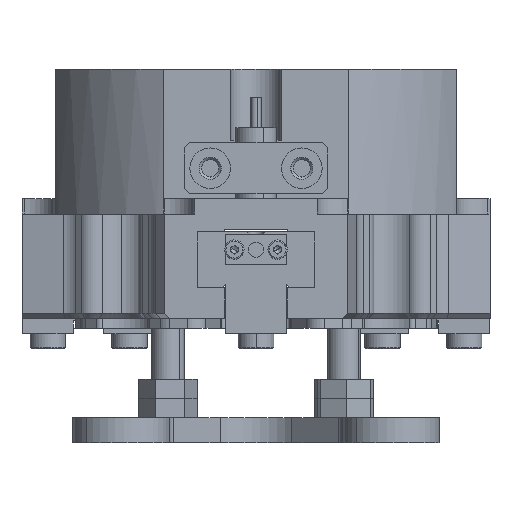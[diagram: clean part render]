
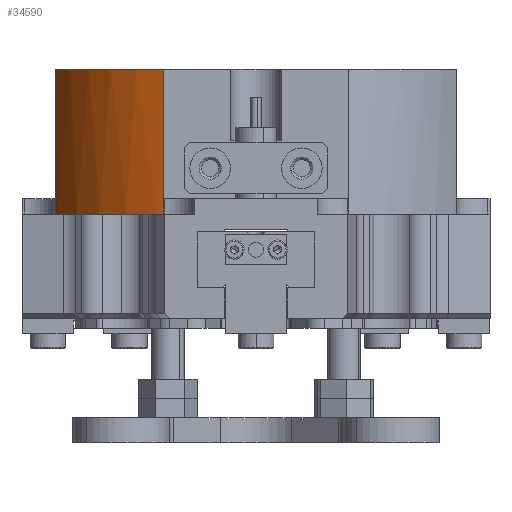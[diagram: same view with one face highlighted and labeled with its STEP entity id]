
A CAD part, front view. The second image highlights one B-rep face of the part: STEP entity #34590.
In plain terms, the highlighted cylindrical face has radius 43.5 mm (diameter 87 mm), a partial arc.
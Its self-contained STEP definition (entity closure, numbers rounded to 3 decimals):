
#1885 = DIRECTION ( 'NONE',  ( -1., 0., 0. ) ) ;
#2576 = CIRCLE ( 'NONE', #16100, 43.5 ) ;
#2770 = EDGE_CURVE ( 'NONE', #31777, #34866, #38721, .T. ) ;
#2909 = CARTESIAN_POINT ( 'NONE',  ( -43.75, -13.911, 65. ) ) ;
#3182 = DIRECTION ( 'NONE',  ( 0., 0., -1. ) ) ;
#3223 = CIRCLE ( 'NONE', #34479, 43.5 ) ;
#3960 = CIRCLE ( 'NONE', #28343, 43.5 ) ;
#5696 = DIRECTION ( 'NONE',  ( 0., 0., -1. ) ) ;
#8906 = CARTESIAN_POINT ( 'NONE',  ( -4.25, 4.31, 65. ) ) ;
#8940 = DIRECTION ( 'NONE',  ( 1., 0., 0. ) ) ;
#8979 = DIRECTION ( 'NONE',  ( -1., 0., 0. ) ) ;
#9818 = ORIENTED_EDGE ( 'NONE', *, *, #11833, .F. ) ;
#11477 = VECTOR ( 'NONE', #31581, 1000. ) ;
#11833 = EDGE_CURVE ( 'NONE', #21902, #34866, #3960, .T. ) ;
#14293 = DIRECTION ( 'NONE',  ( -1., 0., 0. ) ) ;
#14358 = CARTESIAN_POINT ( 'NONE',  ( -22.471, -35.19, 85.5 ) ) ;
#14772 = EDGE_CURVE ( 'NONE', #26191, #31777, #3223, .T. ) ;
#15448 = AXIS2_PLACEMENT_3D ( 'NONE', #16208, #5696, #8979 ) ;
#15955 = CYLINDRICAL_SURFACE ( 'NONE', #26913, 43.5 ) ;
#16100 = AXIS2_PLACEMENT_3D ( 'NONE', #27076, #26922, #8940 ) ;
#16208 = CARTESIAN_POINT ( 'NONE',  ( -4.25, 4.31, 85.5 ) ) ;
#17047 = CARTESIAN_POINT ( 'NONE',  ( -22.471, -35.19, 65. ) ) ;
#17124 = VERTEX_POINT ( 'NONE', #28033 ) ;
#17139 = DIRECTION ( 'NONE',  ( 0., 0., -1. ) ) ;
#19817 = LINE ( 'NONE', #17047, #11477 ) ;
#20025 = EDGE_LOOP ( 'NONE', ( #29572, #22247, #24032, #30364, #9818, #20134 ) ) ;
#20134 = ORIENTED_EDGE ( 'NONE', *, *, #43069, .F. ) ;
#20951 = FACE_OUTER_BOUND ( 'NONE', #20025, .T. ) ;
#21088 = CARTESIAN_POINT ( 'NONE',  ( -22.471, -35.19, 114. ) ) ;
#21902 = VERTEX_POINT ( 'NONE', #36555 ) ;
#22247 = ORIENTED_EDGE ( 'NONE', *, *, #26177, .T. ) ;
#23312 = CARTESIAN_POINT ( 'NONE',  ( -43.75, -13.911, 114. ) ) ;
#24032 = ORIENTED_EDGE ( 'NONE', *, *, #14772, .T. ) ;
#26177 = EDGE_CURVE ( 'NONE', #42258, #26191, #19817, .T. ) ;
#26191 = VERTEX_POINT ( 'NONE', #21088 ) ;
#26913 = AXIS2_PLACEMENT_3D ( 'NONE', #8906, #30934, #1885 ) ;
#26922 = DIRECTION ( 'NONE',  ( 0., 0., -1. ) ) ;
#27076 = CARTESIAN_POINT ( 'NONE',  ( -4.25, 4.31, 85.5 ) ) ;
#28033 = CARTESIAN_POINT ( 'NONE',  ( -23.861, -34.519, 85.5 ) ) ;
#28343 = AXIS2_PLACEMENT_3D ( 'NONE', #45886, #3182, #14293 ) ;
#28838 = DIRECTION ( 'NONE',  ( -1., 0., 0. ) ) ;
#29572 = ORIENTED_EDGE ( 'NONE', *, *, #29801, .F. ) ;
#29801 = EDGE_CURVE ( 'NONE', #42258, #17124, #41925, .T. ) ;
#30364 = ORIENTED_EDGE ( 'NONE', *, *, #2770, .T. ) ;
#30934 = DIRECTION ( 'NONE',  ( 0., 0., -1. ) ) ;
#31581 = DIRECTION ( 'NONE',  ( 0., 0., 1. ) ) ;
#31777 = VERTEX_POINT ( 'NONE', #23312 ) ;
#34479 = AXIS2_PLACEMENT_3D ( 'NONE', #43389, #40107, #28838 ) ;
#34590 = ADVANCED_FACE ( 'NONE', ( #20951 ), #15955, .T. ) ;
#34866 = VERTEX_POINT ( 'NONE', #46271 ) ;
#36555 = CARTESIAN_POINT ( 'NONE',  ( -43.079, -15.3, 85.5 ) ) ;
#38721 = LINE ( 'NONE', #2909, #45399 ) ;
#40107 = DIRECTION ( 'NONE',  ( 0., 0., -1. ) ) ;
#41925 = CIRCLE ( 'NONE', #15448, 43.5 ) ;
#42258 = VERTEX_POINT ( 'NONE', #14358 ) ;
#43069 = EDGE_CURVE ( 'NONE', #17124, #21902, #2576, .T. ) ;
#43389 = CARTESIAN_POINT ( 'NONE',  ( -4.25, 4.31, 114. ) ) ;
#45399 = VECTOR ( 'NONE', #17139, 1000. ) ;
#45886 = CARTESIAN_POINT ( 'NONE',  ( -4.25, 4.31, 85.5 ) ) ;
#46271 = CARTESIAN_POINT ( 'NONE',  ( -43.75, -13.911, 85.5 ) ) ;
